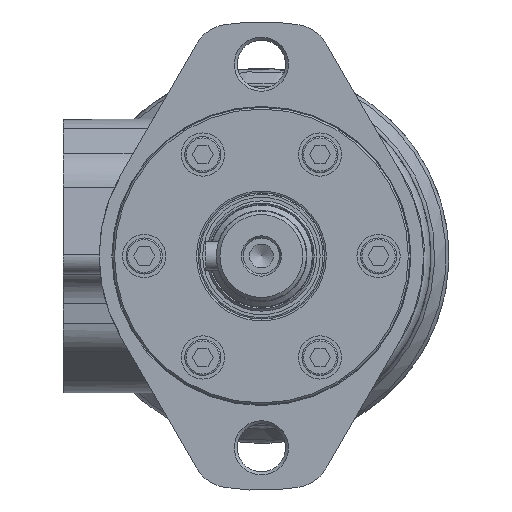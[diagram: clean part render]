
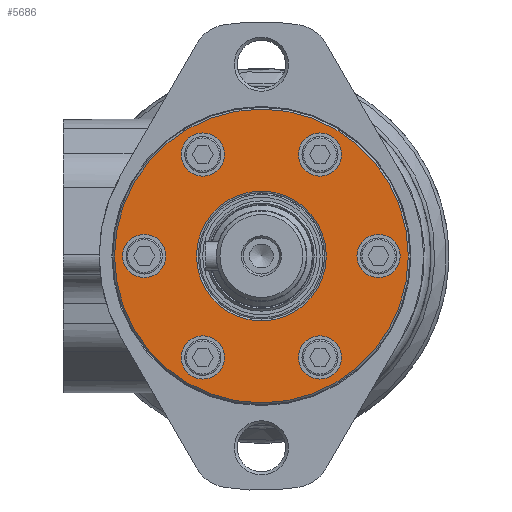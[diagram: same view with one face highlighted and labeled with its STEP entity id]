
A CAD part, left-side view. The second image highlights one B-rep face of the part: STEP entity #5686.
In plain terms, the highlighted planar face has unit normal (-1, 0, 0).
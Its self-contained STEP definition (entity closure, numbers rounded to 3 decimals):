
#549=CIRCLE('',#6286,40.75);
#550=CIRCLE('',#6287,6.);
#551=CIRCLE('',#6288,6.);
#552=CIRCLE('',#6289,6.);
#553=CIRCLE('',#6290,6.);
#554=CIRCLE('',#6291,6.);
#555=CIRCLE('',#6292,6.);
#556=CIRCLE('',#6293,18.);
#1436=ORIENTED_EDGE('',*,*,#2621,.F.);
#1437=ORIENTED_EDGE('',*,*,#2622,.F.);
#1438=ORIENTED_EDGE('',*,*,#2623,.T.);
#1439=ORIENTED_EDGE('',*,*,#2624,.T.);
#1440=ORIENTED_EDGE('',*,*,#2625,.T.);
#1441=ORIENTED_EDGE('',*,*,#2626,.T.);
#1442=ORIENTED_EDGE('',*,*,#2627,.T.);
#1443=ORIENTED_EDGE('',*,*,#2628,.T.);
#2621=EDGE_CURVE('',#3262,#3262,#549,.T.);
#2622=EDGE_CURVE('',#3263,#3263,#550,.F.);
#2623=EDGE_CURVE('',#3264,#3264,#551,.T.);
#2624=EDGE_CURVE('',#3265,#3265,#552,.T.);
#2625=EDGE_CURVE('',#3266,#3266,#553,.T.);
#2626=EDGE_CURVE('',#3267,#3267,#554,.T.);
#2627=EDGE_CURVE('',#3268,#3268,#555,.T.);
#2628=EDGE_CURVE('',#3269,#3269,#556,.T.);
#3262=VERTEX_POINT('',#9511);
#3263=VERTEX_POINT('',#9513);
#3264=VERTEX_POINT('',#9515);
#3265=VERTEX_POINT('',#9517);
#3266=VERTEX_POINT('',#9519);
#3267=VERTEX_POINT('',#9521);
#3268=VERTEX_POINT('',#9523);
#3269=VERTEX_POINT('',#9525);
#4444=EDGE_LOOP('',(#1436));
#4445=EDGE_LOOP('',(#1437));
#4446=EDGE_LOOP('',(#1438));
#4447=EDGE_LOOP('',(#1439));
#4448=EDGE_LOOP('',(#1440));
#4449=EDGE_LOOP('',(#1441));
#4450=EDGE_LOOP('',(#1442));
#4451=EDGE_LOOP('',(#1443));
#4985=FACE_BOUND('',#4444,.T.);
#4986=FACE_BOUND('',#4445,.T.);
#4987=FACE_BOUND('',#4446,.T.);
#4988=FACE_BOUND('',#4447,.T.);
#4989=FACE_BOUND('',#4448,.T.);
#4990=FACE_BOUND('',#4449,.T.);
#4991=FACE_BOUND('',#4450,.T.);
#4992=FACE_BOUND('',#4451,.T.);
#5404=PLANE('',#6285);
#5686=ADVANCED_FACE('',(#4985,#4986,#4987,#4988,#4989,#4990,#4991,#4992),
#5404,.F.);
#6285=AXIS2_PLACEMENT_3D('',#9509,#7481,#7482);
#6286=AXIS2_PLACEMENT_3D('',#9510,#7483,#7484);
#6287=AXIS2_PLACEMENT_3D('',#9512,#7485,#7486);
#6288=AXIS2_PLACEMENT_3D('',#9514,#7487,#7488);
#6289=AXIS2_PLACEMENT_3D('',#9516,#7489,#7490);
#6290=AXIS2_PLACEMENT_3D('',#9518,#7491,#7492);
#6291=AXIS2_PLACEMENT_3D('',#9520,#7493,#7494);
#6292=AXIS2_PLACEMENT_3D('',#9522,#7495,#7496);
#6293=AXIS2_PLACEMENT_3D('',#9524,#7497,#7498);
#7481=DIRECTION('',(1.,0.,0.));
#7482=DIRECTION('',(0.,0.,-1.));
#7483=DIRECTION('',(1.,0.,0.));
#7484=DIRECTION('',(0.,0.,-1.));
#7485=DIRECTION('',(1.,0.,0.));
#7486=DIRECTION('',(0.,0.,-1.));
#7487=DIRECTION('',(1.,0.,0.));
#7488=DIRECTION('',(0.,0.,-1.));
#7489=DIRECTION('',(1.,0.,0.));
#7490=DIRECTION('',(0.,0.,-1.));
#7491=DIRECTION('',(1.,0.,0.));
#7492=DIRECTION('',(0.,0.,-1.));
#7493=DIRECTION('',(1.,0.,0.));
#7494=DIRECTION('',(0.,0.,-1.));
#7495=DIRECTION('',(1.,0.,0.));
#7496=DIRECTION('',(0.,0.,-1.));
#7497=DIRECTION('',(1.,0.,0.));
#7498=DIRECTION('',(0.,0.,-1.));
#9509=CARTESIAN_POINT('',(0.,0.,0.));
#9510=CARTESIAN_POINT('',(0.,0.,0.));
#9511=CARTESIAN_POINT('',(0.,0.,-40.75));
#9512=CARTESIAN_POINT('',(0.,32.5,0.));
#9513=CARTESIAN_POINT('',(0.,32.5,-6.));
#9514=CARTESIAN_POINT('',(0.,16.25,-28.146));
#9515=CARTESIAN_POINT('',(0.,16.25,-34.146));
#9516=CARTESIAN_POINT('',(0.,-16.25,-28.146));
#9517=CARTESIAN_POINT('',(0.,-16.25,-34.146));
#9518=CARTESIAN_POINT('',(0.,-32.5,0.));
#9519=CARTESIAN_POINT('',(0.,-32.5,-6.));
#9520=CARTESIAN_POINT('',(0.,-16.25,28.146));
#9521=CARTESIAN_POINT('',(0.,-16.25,22.146));
#9522=CARTESIAN_POINT('',(0.,16.25,28.146));
#9523=CARTESIAN_POINT('',(0.,16.25,22.146));
#9524=CARTESIAN_POINT('',(0.,0.,0.));
#9525=CARTESIAN_POINT('',(0.,0.,-18.));
